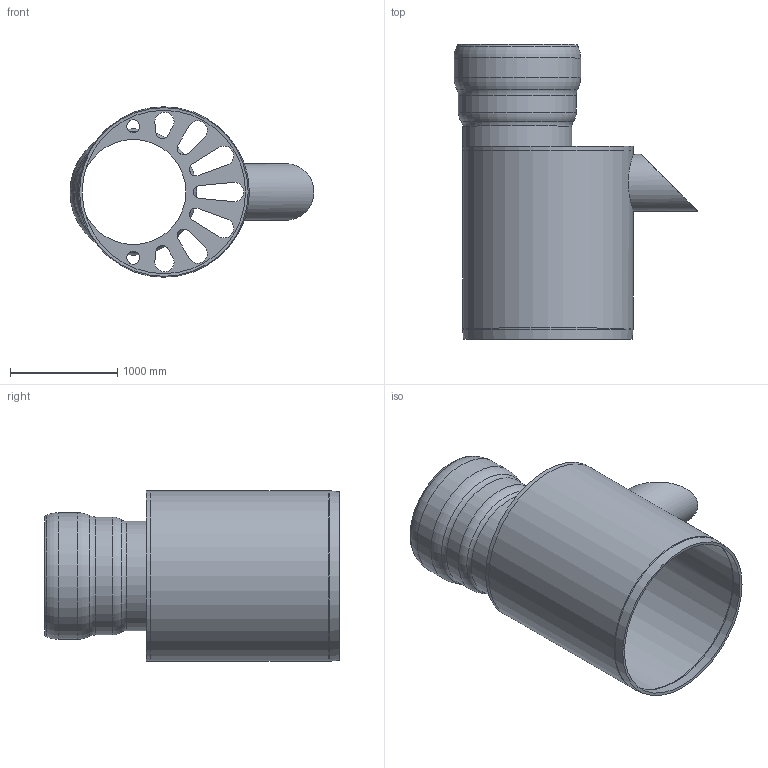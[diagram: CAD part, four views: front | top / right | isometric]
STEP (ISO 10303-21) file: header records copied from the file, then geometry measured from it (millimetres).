
FILE_DESCRIPTION(/* description */ (''),/* implementation_level */ '2;1');
FILE_NAME(/* name */ '00649.DF0X_3D.stp',/* time_stamp */ '2024-12-11T12:59:44+01:00',/* author */ ('CAD'),/* organization */ (''),/* preprocessor_version */ 'ST-DEVELOPER v20',/* originating_system */ 'AutoCAD Mechanical',/* authorisation */ '');
FILE_SCHEMA (('AUTOMOTIVE_DESIGN { 1 0 10303 214 3 1 1 }'));
Length unit declared in the file: centimetre
Products named in the file (2): Product; *S0
Assembly tree (1 placements, depth 2):
  Product
    *S0
Bounding box: 2274.74 x 2750 x 1590 mm (x, y, z)
Volume: 320305972.8 mm3; surface area: 27494807.6 mm2
Topology: 4 solids, 4 shells, 67 faces, 180 edges, 118 vertices
Faces by surface type: cylinder 30, plane 20, torus 12, cone 5
Full cylindrical faces by diameter (mm): 120 x2, 500 x2, 530 x1, 980 x2, 1020 x1, 1060 x1, 1100 x1, 1140 x1, 1180 x1, 1540 x1, 1590 x2
Entity records: 2740 total; most frequent: CARTESIAN_POINT 888, DIRECTION 406, ORIENTED_EDGE 360, EDGE_CURVE 180, AXIS2_PLACEMENT_3D 164, VERTEX_POINT 118, EDGE_LOOP 92, CIRCLE 92
